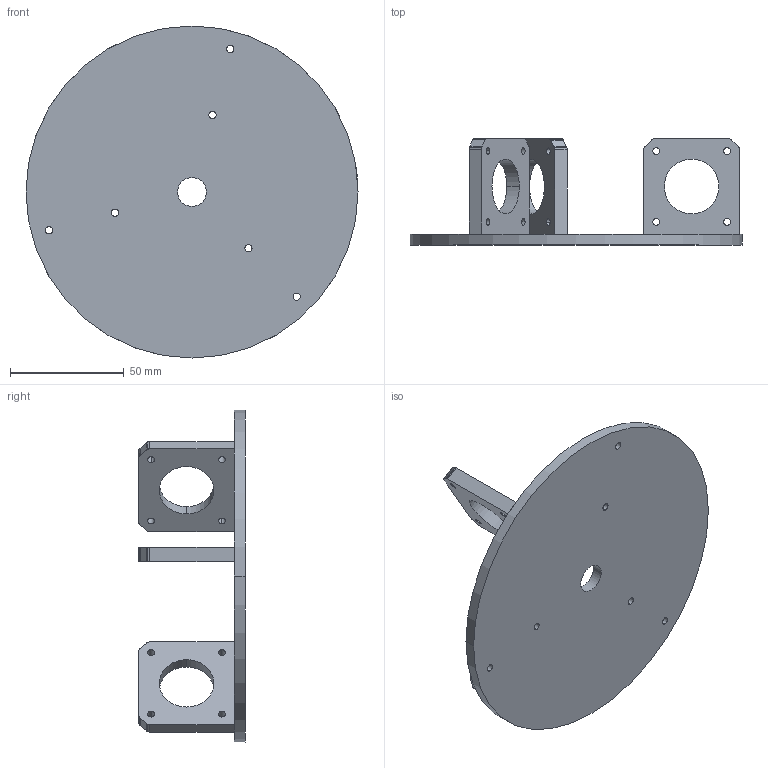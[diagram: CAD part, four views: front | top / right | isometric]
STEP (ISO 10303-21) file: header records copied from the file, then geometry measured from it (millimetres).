
FILE_DESCRIPTION (( 'STEP AP214' ), '1' );
FILE_NAME ('base_plate.STEP', '2024-08-19T20:32:44', ( '' ), ( '' ), 'SwSTEP 2.0', 'SolidWorks 2023', '' );
FILE_SCHEMA (( 'AUTOMOTIVE_DESIGN' ));
Length unit declared in the file: inch
Products named in the file (1): base_plate
Bounding box: 145.83 x 46.76 x 145.83 mm (x, y, z)
Volume: 102868.3 mm3; surface area: 46981.9 mm2
Topology: 1 solids, 1 shells, 93 faces, 267 edges, 176 vertices
Faces by surface type: cylinder 70, plane 23
Entity records: 3231 total; most frequent: DIRECTION 598, CARTESIAN_POINT 537, ORIENTED_EDGE 534, EDGE_CURVE 267, AXIS2_PLACEMENT_3D 237, VERTEX_POINT 176, CIRCLE 143, EDGE_LOOP 137
